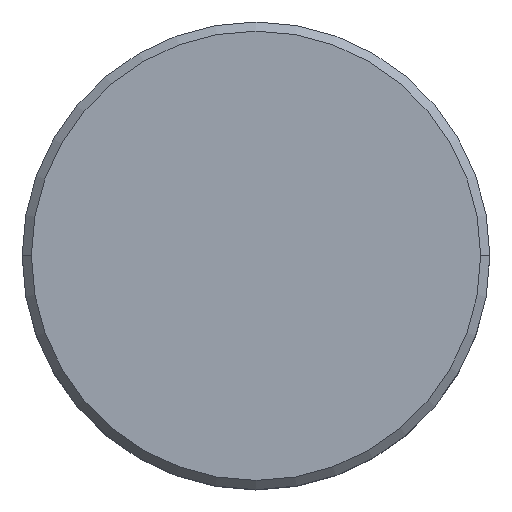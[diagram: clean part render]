
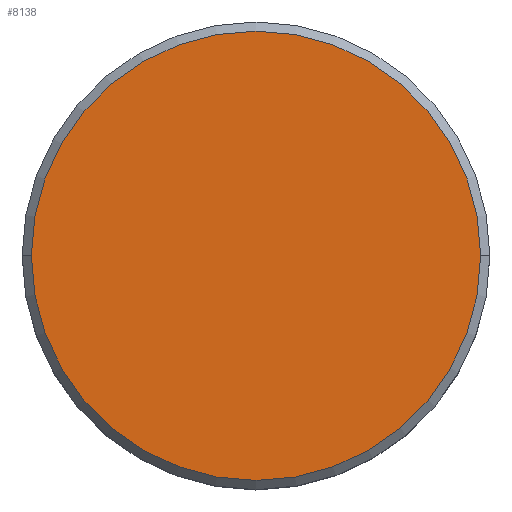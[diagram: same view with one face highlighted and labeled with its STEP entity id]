
A CAD part, top view. The second image highlights one B-rep face of the part: STEP entity #8138.
In plain terms, the highlighted planar face has unit normal (0, 0, 1).
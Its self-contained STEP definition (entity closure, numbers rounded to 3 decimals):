
#243 = DIRECTION ( 'NONE',  ( 1., 0., 0. ) ) ;
#293 = DIRECTION ( 'NONE',  ( 0., 0., 1. ) ) ;
#306 = CARTESIAN_POINT ( 'NONE',  ( 0., 0., 3. ) ) ;
#1019 = AXIS2_PLACEMENT_3D ( 'NONE', #306, #293, #243 ) ;
#1604 = DIRECTION ( 'NONE',  ( 0., 0., 1. ) ) ;
#1960 = CIRCLE ( 'NONE', #1019, 6.1 ) ;
#2497 = DIRECTION ( 'NONE',  ( 0., 0., 1. ) ) ;
#2527 = EDGE_CURVE ( 'NONE', #11851, #8515, #1960, .T. ) ;
#2719 = ORIENTED_EDGE ( 'NONE', *, *, #2527, .T. ) ;
#2894 = CARTESIAN_POINT ( 'NONE',  ( -6.1, 0., 3. ) ) ;
#5052 = EDGE_LOOP ( 'NONE', ( #2719, #8556 ) ) ;
#5373 = AXIS2_PLACEMENT_3D ( 'NONE', #8494, #2497, #9519 ) ;
#5476 = PLANE ( 'NONE',  #10268 ) ;
#5575 = CARTESIAN_POINT ( 'NONE',  ( 6.1, 0., 3. ) ) ;
#7833 = FACE_OUTER_BOUND ( 'NONE', #5052, .T. ) ;
#8138 = ADVANCED_FACE ( 'NONE', ( #7833 ), #5476, .T. ) ;
#8494 = CARTESIAN_POINT ( 'NONE',  ( 0., 0., 3. ) ) ;
#8515 = VERTEX_POINT ( 'NONE', #5575 ) ;
#8556 = ORIENTED_EDGE ( 'NONE', *, *, #12317, .T. ) ;
#8628 = DIRECTION ( 'NONE',  ( 1., 0., 0. ) ) ;
#9519 = DIRECTION ( 'NONE',  ( 1., 0., 0. ) ) ;
#10268 = AXIS2_PLACEMENT_3D ( 'NONE', #12303, #1604, #8628 ) ;
#11851 = VERTEX_POINT ( 'NONE', #2894 ) ;
#12303 = CARTESIAN_POINT ( 'NONE',  ( 0., 0., 3. ) ) ;
#12317 = EDGE_CURVE ( 'NONE', #8515, #11851, #12577, .T. ) ;
#12577 = CIRCLE ( 'NONE', #5373, 6.1 ) ;
